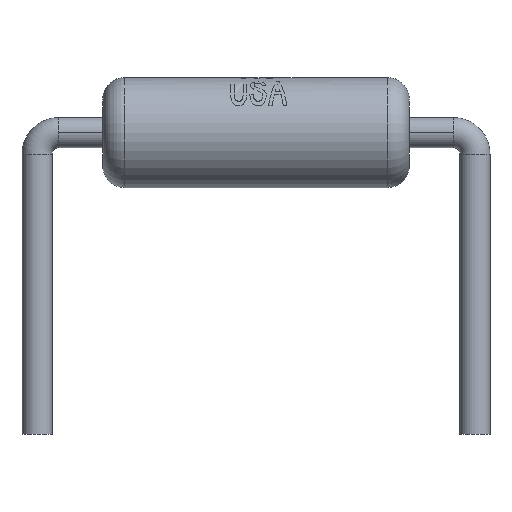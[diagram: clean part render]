
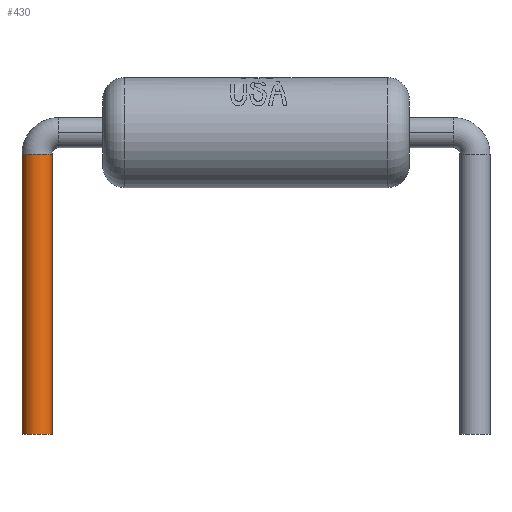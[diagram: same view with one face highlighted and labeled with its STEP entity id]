
A CAD part, top view. The second image highlights one B-rep face of the part: STEP entity #430.
In plain terms, the highlighted cylindrical face has radius 0.35 mm (diameter 0.7 mm), a partial arc.
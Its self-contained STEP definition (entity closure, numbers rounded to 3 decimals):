
#139 = DIRECTION ( 'NONE',  ( 0., -1., 0. ) ) ;
#156 = CARTESIAN_POINT ( 'NONE',  ( 0.35, 5.5, 0. ) ) ;
#245 = CARTESIAN_POINT ( 'NONE',  ( -0.35, 5.5, 0. ) ) ;
#261 = DIRECTION ( 'NONE',  ( 0., 0., 1. ) ) ;
#264 = CARTESIAN_POINT ( 'NONE',  ( 0., -1., 0. ) ) ;
#294 = DIRECTION ( 'NONE',  ( 0., 1., 0. ) ) ;
#296 = DIRECTION ( 'NONE',  ( 0., -1., 0. ) ) ;
#355 = CARTESIAN_POINT ( 'NONE',  ( 0.35, 5.5, 0. ) ) ;
#357 = CARTESIAN_POINT ( 'NONE',  ( 0.35, -1., 0. ) ) ;
#365 = CARTESIAN_POINT ( 'NONE',  ( -0.35, 5.5, 0. ) ) ;
#395 = AXIS2_PLACEMENT_3D ( 'NONE', #264, #294, #261 ) ;
#430 = ADVANCED_FACE ( 'NONE', ( #1988 ), #1986, .T. ) ;
#480 = EDGE_CURVE ( 'NONE', #2311, #2305, #628, .T. ) ;
#628 = CIRCLE ( 'NONE', #2018, 0.35 ) ;
#727 = LINE ( 'NONE', #245, #749 ) ;
#732 = LINE ( 'NONE', #156, #745 ) ;
#745 = VECTOR ( 'NONE', #139, 1000. ) ;
#749 = VECTOR ( 'NONE', #296, 1000. ) ;
#751 = CIRCLE ( 'NONE', #395, 0.35 ) ;
#799 = AXIS2_PLACEMENT_3D ( 'NONE', #1106, #1088, #1110 ) ;
#1088 = DIRECTION ( 'NONE',  ( 0., -1., 0. ) ) ;
#1106 = CARTESIAN_POINT ( 'NONE',  ( 0., 5.5, 0. ) ) ;
#1110 = DIRECTION ( 'NONE',  ( 1., 0., 0. ) ) ;
#1239 = DIRECTION ( 'NONE',  ( 0., 0., 1. ) ) ;
#1252 = DIRECTION ( 'NONE',  ( 0., 1., 0. ) ) ;
#1253 = CARTESIAN_POINT ( 'NONE',  ( 0., 5.5, 0. ) ) ;
#1645 = CARTESIAN_POINT ( 'NONE',  ( -0.35, -1., 0. ) ) ;
#1683 = EDGE_LOOP ( 'NONE', ( #1747, #1760, #1734, #1785 ) ) ;
#1734 = ORIENTED_EDGE ( 'NONE', *, *, #2376, .T. ) ;
#1747 = ORIENTED_EDGE ( 'NONE', *, *, #480, .F. ) ;
#1760 = ORIENTED_EDGE ( 'NONE', *, *, #2374, .T. ) ;
#1785 = ORIENTED_EDGE ( 'NONE', *, *, #2351, .F. ) ;
#1986 = CYLINDRICAL_SURFACE ( 'NONE', #799, 0.35 ) ;
#1988 = FACE_OUTER_BOUND ( 'NONE', #1683, .T. ) ;
#2018 = AXIS2_PLACEMENT_3D ( 'NONE', #1253, #1252, #1239 ) ;
#2294 = VERTEX_POINT ( 'NONE', #1645 ) ;
#2305 = VERTEX_POINT ( 'NONE', #355 ) ;
#2309 = VERTEX_POINT ( 'NONE', #357 ) ;
#2311 = VERTEX_POINT ( 'NONE', #365 ) ;
#2351 = EDGE_CURVE ( 'NONE', #2305, #2309, #732, .T. ) ;
#2374 = EDGE_CURVE ( 'NONE', #2311, #2294, #727, .T. ) ;
#2376 = EDGE_CURVE ( 'NONE', #2294, #2309, #751, .T. ) ;
